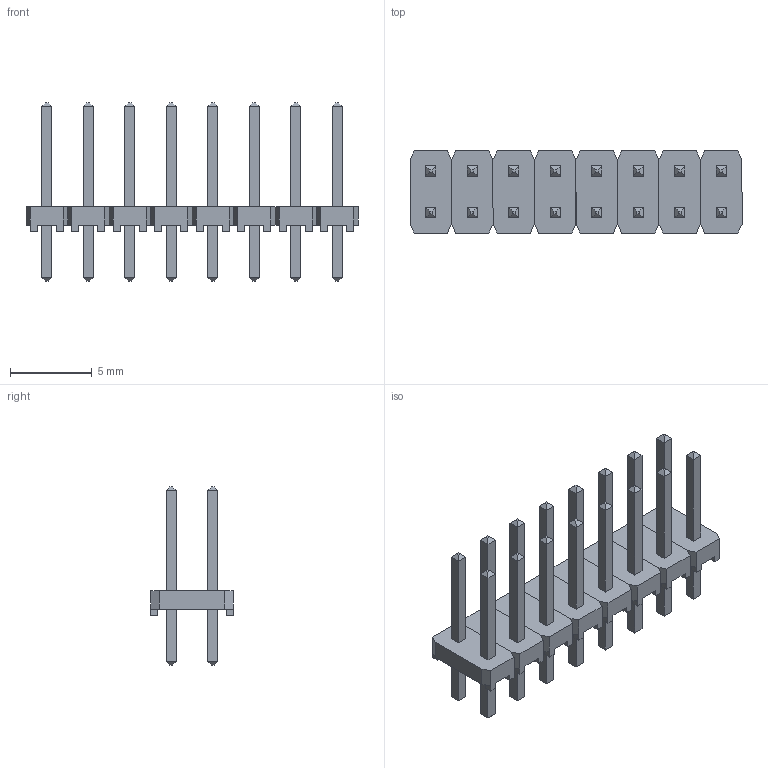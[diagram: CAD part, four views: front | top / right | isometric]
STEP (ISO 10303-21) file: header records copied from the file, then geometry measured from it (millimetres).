
FILE_DESCRIPTION((''),'2;1');
FILE_NAME('SAMTEC_MTLW-108-07-L-D-250.stp','2013-04-10T17:32:48',(''),(''),'Mechanical Desktop 2011','Mechanical Desktop 2011',', , ');
FILE_SCHEMA(('AUTOMOTIVE_DESIGN { 1 2 10303 214 1 1 1 1 }'));
Length unit declared in the file: millimetre
Products named in the file (1): Product
Bounding box: 20.32 x 5.03 x 10.92 mm (x, y, z)
Volume: 178.2 mm3; surface area: 762.2 mm2
Topology: 40 solids, 40 shells, 528 faces, 1184 edges, 736 vertices
Faces by surface type: plane 328, bspline 200
Entity records: 14168 total; most frequent: CARTESIAN_POINT 3049, ORIENTED_EDGE 2368, DIRECTION 1842, VECTOR 1184, LINE 1184, EDGE_CURVE 1184, VERTEX_POINT 736, EDGE_LOOP 528
